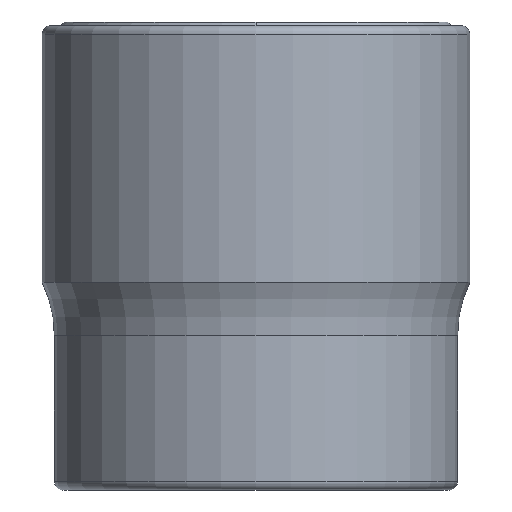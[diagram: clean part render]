
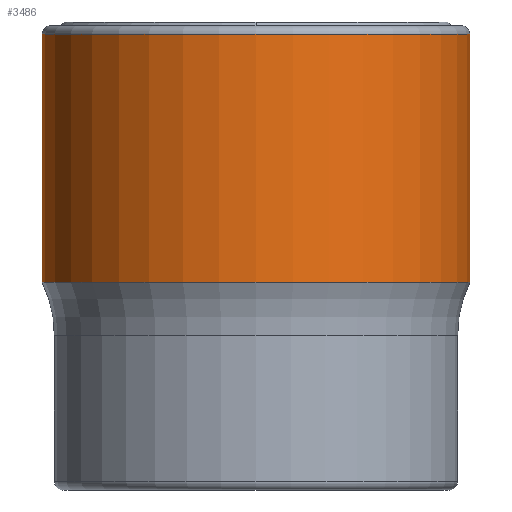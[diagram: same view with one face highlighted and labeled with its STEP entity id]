
A CAD part, front view. The second image highlights one B-rep face of the part: STEP entity #3486.
In plain terms, the highlighted cylindrical face has radius 17.5 mm (diameter 35 mm), a partial arc.
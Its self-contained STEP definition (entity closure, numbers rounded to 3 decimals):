
#2953=DIRECTION('',(0.,0.,1.));
#2954=VECTOR('',#2953,20.3);
#2955=CARTESIAN_POINT('',(-17.5,0.,16.7));
#2956=LINE('',#2955,#2954);
#3054=CARTESIAN_POINT('',(0.,0.,37.));
#3055=DIRECTION('',(0.,0.,1.));
#3056=DIRECTION('',(1.,0.,0.));
#3057=AXIS2_PLACEMENT_3D('',#3054,#3055,#3056);
#3062=CARTESIAN_POINT('',(0.,0.,16.7));
#3063=DIRECTION('',(0.,0.,1.));
#3064=DIRECTION('',(1.,0.,0.));
#3065=AXIS2_PLACEMENT_3D('',#3062,#3063,#3064);
#3070=DIRECTION('',(0.,0.,1.));
#3071=VECTOR('',#3070,20.3);
#3072=CARTESIAN_POINT('',(17.5,0.,16.7));
#3073=LINE('',#3072,#3071);
#3081=CARTESIAN_POINT('',(-17.5,0.,16.7));
#3082=CARTESIAN_POINT('',(17.5,0.,16.7));
#3083=VERTEX_POINT('',#3081);
#3084=VERTEX_POINT('',#3082);
#3105=CARTESIAN_POINT('',(17.5,0.,37.));
#3106=CARTESIAN_POINT('',(-17.5,0.,37.));
#3107=VERTEX_POINT('',#3105);
#3108=VERTEX_POINT('',#3106);
#3475=CARTESIAN_POINT('',(0.,0.,16.7));
#3476=DIRECTION('',(0.,0.,1.));
#3477=DIRECTION('',(1.,0.,0.));
#3478=AXIS2_PLACEMENT_3D('',#3475,#3476,#3477);
#3479=CYLINDRICAL_SURFACE('',#3478,17.5);
#3480=ORIENTED_EDGE('',*,*,#3469,.T.);
#3481=ORIENTED_EDGE('',*,*,#3371,.F.);
#3482=ORIENTED_EDGE('',*,*,#3341,.F.);
#3483=ORIENTED_EDGE('',*,*,#3368,.T.);
#3484=EDGE_LOOP('',(#3480,#3481,#3482,#3483));
#3485=FACE_OUTER_BOUND('',#3484,.F.);
#3486=ADVANCED_FACE('',(#3485),#3479,.T.);
#3058=CIRCLE('',#3057,17.5);
#3066=CIRCLE('',#3065,17.5);
#3341=EDGE_CURVE('',#3084,#3083,#3066,.T.);
#3368=EDGE_CURVE('',#3084,#3107,#3073,.T.);
#3371=EDGE_CURVE('',#3083,#3108,#2956,.T.);
#3469=EDGE_CURVE('',#3107,#3108,#3058,.T.);
